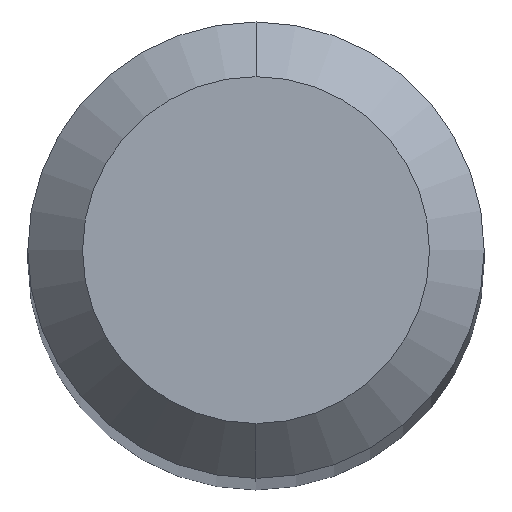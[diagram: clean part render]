
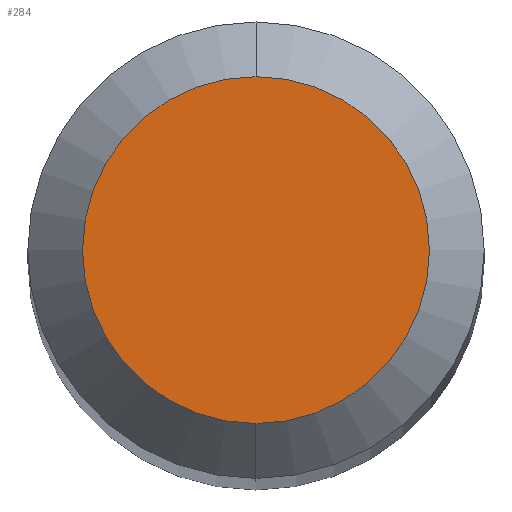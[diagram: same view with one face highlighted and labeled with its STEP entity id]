
A CAD part, top view. The second image highlights one B-rep face of the part: STEP entity #284.
In plain terms, the highlighted planar face has unit normal (0, 0, 1).
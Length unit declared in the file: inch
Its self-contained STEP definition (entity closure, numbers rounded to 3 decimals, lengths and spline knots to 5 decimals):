
#23 = AXIS2_PLACEMENT_3D ( 'NONE', #271, #36, #191 ) ;
#36 = DIRECTION ( 'NONE',  ( 0., 0., -1. ) ) ;
#50 = CARTESIAN_POINT ( 'NONE',  ( 0., -0.0475, 0. ) ) ;
#63 = VERTEX_POINT ( 'NONE', #164 ) ;
#66 = ORIENTED_EDGE ( 'NONE', *, *, #399, .T. ) ;
#70 = ORIENTED_EDGE ( 'NONE', *, *, #220, .T. ) ;
#83 = FACE_OUTER_BOUND ( 'NONE', #372, .T. ) ;
#103 = CIRCLE ( 'NONE', #388, 0.0475 ) ;
#123 = DIRECTION ( 'NONE',  ( 0., -1., 0. ) ) ;
#164 = CARTESIAN_POINT ( 'NONE',  ( 0., 0.0475, 0. ) ) ;
#190 = DIRECTION ( 'NONE',  ( 0., -1., 0. ) ) ;
#191 = DIRECTION ( 'NONE',  ( 0., 1., 0. ) ) ;
#220 = EDGE_CURVE ( 'NONE', #507, #63, #411, .T. ) ;
#226 = DIRECTION ( 'NONE',  ( 0., 0., 1. ) ) ;
#271 = CARTESIAN_POINT ( 'NONE',  ( 0., 0.0475, 0. ) ) ;
#284 = ADVANCED_FACE ( 'NONE', ( #83 ), #392, .F. ) ;
#320 = CARTESIAN_POINT ( 'NONE',  ( 0., 0., 0. ) ) ;
#372 = EDGE_LOOP ( 'NONE', ( #66, #70 ) ) ;
#388 = AXIS2_PLACEMENT_3D ( 'NONE', #320, #504, #190 ) ;
#392 = PLANE ( 'NONE',  #23 ) ;
#399 = EDGE_CURVE ( 'NONE', #63, #507, #103, .T. ) ;
#411 = CIRCLE ( 'NONE', #515, 0.0475 ) ;
#473 = CARTESIAN_POINT ( 'NONE',  ( 0., 0., 0. ) ) ;
#504 = DIRECTION ( 'NONE',  ( 0., 0., 1. ) ) ;
#507 = VERTEX_POINT ( 'NONE', #50 ) ;
#515 = AXIS2_PLACEMENT_3D ( 'NONE', #473, #226, #123 ) ;
